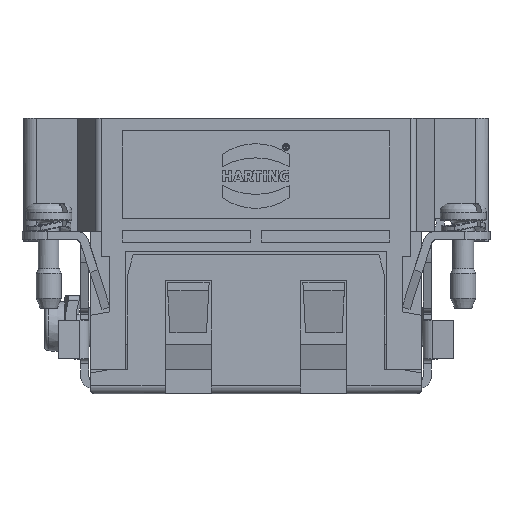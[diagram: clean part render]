
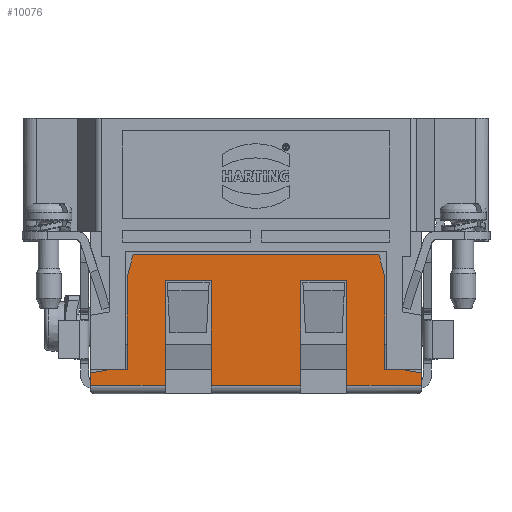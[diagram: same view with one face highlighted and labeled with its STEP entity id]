
A CAD part, front view. The second image highlights one B-rep face of the part: STEP entity #10076.
In plain terms, the highlighted planar face has unit normal (0, -1, 0).
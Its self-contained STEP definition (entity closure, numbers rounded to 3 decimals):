
#8856=FACE_OUTER_BOUND('',#17280,.T.);
#10076=ADVANCED_FACE('',(#8856),#10951,.T.);
#10951=PLANE('',#32904);
#11218=LINE('',#40034,#13257);
#11226=LINE('',#40052,#13265);
#12877=LINE('',#48533,#14916);
#12880=LINE('',#48539,#14919);
#12881=LINE('',#48541,#14920);
#12884=LINE('',#48547,#14923);
#12888=LINE('',#48556,#14927);
#12889=LINE('',#48560,#14928);
#12891=LINE('',#48564,#14930);
#12893=LINE('',#48570,#14932);
#12894=LINE('',#48574,#14933);
#12895=LINE('',#48576,#14934);
#12897=LINE('',#48580,#14936);
#12899=LINE('',#48586,#14938);
#12900=LINE('',#48588,#14939);
#12903=LINE('',#48595,#14942);
#12906=LINE('',#48601,#14945);
#12907=LINE('',#48603,#14946);
#12913=LINE('',#48614,#14952);
#12914=LINE('',#48615,#14953);
#12915=LINE('',#48616,#14954);
#12916=LINE('',#48617,#14955);
#13257=VECTOR('',#33360,1.);
#13265=VECTOR('',#33370,1.);
#14916=VECTOR('',#37907,1.);
#14919=VECTOR('',#37912,1.);
#14920=VECTOR('',#37915,1.);
#14923=VECTOR('',#37920,1.);
#14927=VECTOR('',#37928,1.);
#14928=VECTOR('',#37933,1.);
#14930=VECTOR('',#37937,1.);
#14932=VECTOR('',#37943,1.);
#14933=VECTOR('',#37948,1.);
#14934=VECTOR('',#37951,1.);
#14936=VECTOR('',#37955,1.);
#14938=VECTOR('',#37961,1.);
#14939=VECTOR('',#37964,1.);
#14942=VECTOR('',#37971,1.);
#14945=VECTOR('',#37976,1.);
#14946=VECTOR('',#37979,1.);
#14952=VECTOR('',#37995,1.);
#14953=VECTOR('',#37996,1.);
#14954=VECTOR('',#37997,1.);
#14955=VECTOR('',#37998,1.);
#17280=EDGE_LOOP('',(#23031,#23032,#23033,#23034,#23035,#23036,#23037,#23038,
#23039,#23040,#23041,#23042,#23043,#23044,#23045,#23046,#23047,#23048,#23049,
#23050,#23051,#23052));
#23031=ORIENTED_EDGE('',*,*,#29077,.T.);
#23032=ORIENTED_EDGE('',*,*,#29076,.T.);
#23033=ORIENTED_EDGE('',*,*,#29083,.F.);
#23034=ORIENTED_EDGE('',*,*,#26469,.F.);
#23035=ORIENTED_EDGE('',*,*,#29084,.T.);
#23036=ORIENTED_EDGE('',*,*,#29073,.T.);
#23037=ORIENTED_EDGE('',*,*,#29069,.T.);
#23038=ORIENTED_EDGE('',*,*,#29068,.T.);
#23039=ORIENTED_EDGE('',*,*,#29065,.T.);
#23040=ORIENTED_EDGE('',*,*,#29063,.T.);
#23041=ORIENTED_EDGE('',*,*,#29062,.T.);
#23042=ORIENTED_EDGE('',*,*,#29060,.T.);
#23043=ORIENTED_EDGE('',*,*,#29057,.T.);
#23044=ORIENTED_EDGE('',*,*,#29055,.T.);
#23045=ORIENTED_EDGE('',*,*,#29053,.T.);
#23046=ORIENTED_EDGE('',*,*,#29048,.F.);
#23047=ORIENTED_EDGE('',*,*,#29085,.T.);
#23048=ORIENTED_EDGE('',*,*,#26461,.F.);
#23049=ORIENTED_EDGE('',*,*,#29086,.F.);
#23050=ORIENTED_EDGE('',*,*,#29045,.T.);
#23051=ORIENTED_EDGE('',*,*,#29044,.T.);
#23052=ORIENTED_EDGE('',*,*,#29041,.T.);
#24273=VERTEX_POINT('',#40035);
#24274=VERTEX_POINT('',#40036);
#24281=VERTEX_POINT('',#40051);
#24282=VERTEX_POINT('',#40053);
#25984=VERTEX_POINT('',#48532);
#25985=VERTEX_POINT('',#48534);
#25986=VERTEX_POINT('',#48538);
#25987=VERTEX_POINT('',#48542);
#25988=VERTEX_POINT('',#48546);
#25989=VERTEX_POINT('',#48548);
#25992=VERTEX_POINT('',#48557);
#25993=VERTEX_POINT('',#48561);
#25994=VERTEX_POINT('',#48565);
#25995=VERTEX_POINT('',#48569);
#25996=VERTEX_POINT('',#48573);
#25997=VERTEX_POINT('',#48577);
#25998=VERTEX_POINT('',#48581);
#25999=VERTEX_POINT('',#48585);
#26000=VERTEX_POINT('',#48589);
#26001=VERTEX_POINT('',#48593);
#26002=VERTEX_POINT('',#48598);
#26003=VERTEX_POINT('',#48600);
#26461=EDGE_CURVE('',#24273,#24274,#11218,.T.);
#26469=EDGE_CURVE('',#24281,#24282,#11226,.T.);
#29041=EDGE_CURVE('',#25985,#25984,#12877,.T.);
#29044=EDGE_CURVE('',#25986,#25985,#12880,.T.);
#29045=EDGE_CURVE('',#25987,#25986,#12881,.T.);
#29048=EDGE_CURVE('',#25988,#25989,#12884,.T.);
#29053=EDGE_CURVE('',#25992,#25989,#12888,.T.);
#29055=EDGE_CURVE('',#25993,#25992,#12889,.T.);
#29057=EDGE_CURVE('',#25994,#25993,#12891,.T.);
#29060=EDGE_CURVE('',#25995,#25994,#12893,.T.);
#29062=EDGE_CURVE('',#25996,#25995,#12894,.T.);
#29063=EDGE_CURVE('',#25997,#25996,#12895,.T.);
#29065=EDGE_CURVE('',#25998,#25997,#12897,.T.);
#29068=EDGE_CURVE('',#25999,#25998,#12899,.T.);
#29069=EDGE_CURVE('',#26000,#25999,#12900,.T.);
#29073=EDGE_CURVE('',#26001,#26000,#12903,.T.);
#29076=EDGE_CURVE('',#26002,#26003,#12906,.T.);
#29077=EDGE_CURVE('',#25984,#26002,#12907,.T.);
#29083=EDGE_CURVE('',#24282,#26003,#12913,.T.);
#29084=EDGE_CURVE('',#24281,#26001,#12914,.T.);
#29085=EDGE_CURVE('',#25988,#24274,#12915,.T.);
#29086=EDGE_CURVE('',#25987,#24273,#12916,.T.);
#32904=AXIS2_PLACEMENT_3D('',#48618,#37999,#38000);
#33360=DIRECTION('',(1.,0.,0.));
#33370=DIRECTION('',(1.,0.,0.));
#37907=DIRECTION('',(-1.,0.,0.));
#37912=DIRECTION('',(-0.259,0.,0.966));
#37915=DIRECTION('',(0.,0.,1.));
#37920=DIRECTION('',(0.,0.,-1.));
#37928=DIRECTION('',(1.,0.,0.));
#37933=DIRECTION('',(0.,0.,-1.));
#37937=DIRECTION('',(1.,0.,0.));
#37943=DIRECTION('',(0.,0.,1.));
#37948=DIRECTION('',(1.,0.,0.));
#37951=DIRECTION('',(0.,0.,-1.));
#37955=DIRECTION('',(1.,0.,0.));
#37961=DIRECTION('',(0.,0.,1.));
#37964=DIRECTION('',(1.,0.,0.));
#37971=DIRECTION('',(0.,0.,-1.));
#37976=DIRECTION('',(0.,0.,-1.));
#37979=DIRECTION('',(-0.259,0.,-0.966));
#37995=DIRECTION('',(1.,0.,0.));
#37996=DIRECTION('',(-0.985,0.,-0.174));
#37997=DIRECTION('',(-0.985,0.,0.174));
#37998=DIRECTION('',(1.,0.,0.));
#37999=DIRECTION('',(0.,-1.,0.));
#38000=DIRECTION('',(-1.,0.,0.));
#40034=CARTESIAN_POINT('',(15.35,-11.2,-15.5));
#40035=CARTESIAN_POINT('',(15.6,-11.2,-15.5));
#40036=CARTESIAN_POINT('',(17.316,-11.2,-15.5));
#40051=CARTESIAN_POINT('',(-17.316,-11.2,-15.5));
#40052=CARTESIAN_POINT('',(-17.316,-11.2,-15.5));
#40053=CARTESIAN_POINT('',(-15.6,-11.2,-15.5));
#48532=CARTESIAN_POINT('',(-14.68,-11.2,-1.8));
#48533=CARTESIAN_POINT('',(14.68,-11.2,-1.8));
#48534=CARTESIAN_POINT('',(14.68,-11.2,-1.8));
#48538=CARTESIAN_POINT('',(15.35,-11.2,-4.3));
#48539=CARTESIAN_POINT('',(15.35,-11.2,-4.3));
#48541=CARTESIAN_POINT('',(15.35,-11.2,-15.5));
#48542=CARTESIAN_POINT('',(15.35,-11.2,-15.5));
#48546=CARTESIAN_POINT('',(19.75,-11.2,-15.929));
#48547=CARTESIAN_POINT('',(19.75,-11.2,-15.929));
#48548=CARTESIAN_POINT('',(19.75,-11.2,-17.4));
#48556=CARTESIAN_POINT('',(10.85,-11.2,-17.4));
#48557=CARTESIAN_POINT('',(10.85,-11.2,-17.4));
#48560=CARTESIAN_POINT('',(10.85,-11.2,-4.9));
#48561=CARTESIAN_POINT('',(10.85,-11.2,-4.9));
#48564=CARTESIAN_POINT('',(5.35,-11.2,-4.9));
#48565=CARTESIAN_POINT('',(5.35,-11.2,-4.9));
#48569=CARTESIAN_POINT('',(5.35,-11.2,-17.4));
#48570=CARTESIAN_POINT('',(5.35,-11.2,-17.4));
#48573=CARTESIAN_POINT('',(-5.35,-11.2,-17.4));
#48574=CARTESIAN_POINT('',(-5.35,-11.2,-17.4));
#48576=CARTESIAN_POINT('',(-5.35,-11.2,-4.9));
#48577=CARTESIAN_POINT('',(-5.35,-11.2,-4.9));
#48580=CARTESIAN_POINT('',(-10.85,-11.2,-4.9));
#48581=CARTESIAN_POINT('',(-10.85,-11.2,-4.9));
#48585=CARTESIAN_POINT('',(-10.85,-11.2,-17.4));
#48586=CARTESIAN_POINT('',(-10.85,-11.2,-17.4));
#48588=CARTESIAN_POINT('',(-19.75,-11.2,-17.4));
#48589=CARTESIAN_POINT('',(-19.75,-11.2,-17.4));
#48593=CARTESIAN_POINT('',(-19.75,-11.2,-15.929));
#48595=CARTESIAN_POINT('',(-19.75,-11.2,-15.929));
#48598=CARTESIAN_POINT('',(-15.35,-11.2,-4.3));
#48600=CARTESIAN_POINT('',(-15.35,-11.2,-15.5));
#48601=CARTESIAN_POINT('',(-15.35,-11.2,-4.3));
#48603=CARTESIAN_POINT('',(-14.68,-11.2,-1.8));
#48614=CARTESIAN_POINT('',(-17.316,-11.2,-15.5));
#48615=CARTESIAN_POINT('',(-17.316,-11.2,-15.5));
#48616=CARTESIAN_POINT('',(19.75,-11.2,-15.929));
#48617=CARTESIAN_POINT('',(15.35,-11.2,-15.5));
#48618=CARTESIAN_POINT('',(19.95,-11.2,-1.6));
